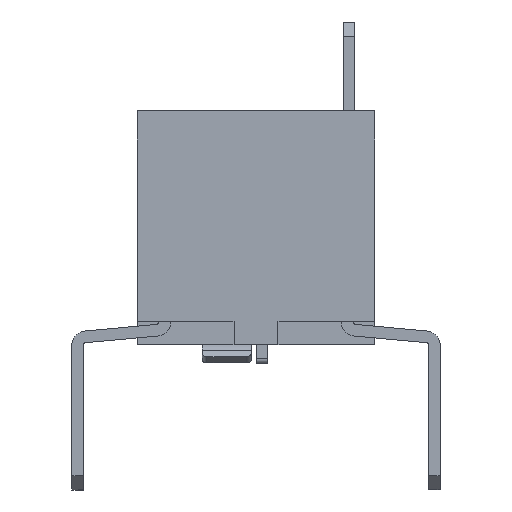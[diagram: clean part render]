
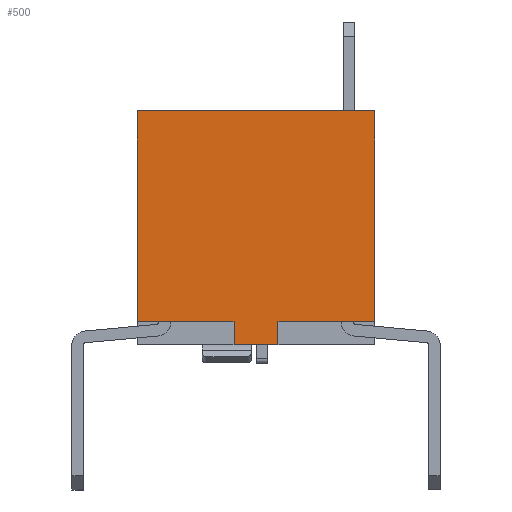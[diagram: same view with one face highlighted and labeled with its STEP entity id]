
A CAD part, left-side view. The second image highlights one B-rep face of the part: STEP entity #500.
In plain terms, the highlighted planar face has unit normal (-1, 0, 0).
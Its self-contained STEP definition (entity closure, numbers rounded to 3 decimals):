
#500 = ADVANCED_FACE( '', ( #1147 ), #1148, .F. );
#1147 = FACE_OUTER_BOUND( '', #1951, .T. );
#1148 = PLANE( '', #1952 );
#1951 = EDGE_LOOP( '', ( #3447, #3448, #3449, #3450, #3451, #3452, #3453, #3454 ) );
#1952 = AXIS2_PLACEMENT_3D( '', #3455, #3456, #3457 );
#3447 = ORIENTED_EDGE( '', *, *, #4950, .F. );
#3448 = ORIENTED_EDGE( '', *, *, #5314, .T. );
#3449 = ORIENTED_EDGE( '', *, *, #5315, .T. );
#3450 = ORIENTED_EDGE( '', *, *, #5316, .F. );
#3451 = ORIENTED_EDGE( '', *, *, #5317, .F. );
#3452 = ORIENTED_EDGE( '', *, *, #4818, .F. );
#3453 = ORIENTED_EDGE( '', *, *, #5318, .T. );
#3454 = ORIENTED_EDGE( '', *, *, #5319, .T. );
#3455 = CARTESIAN_POINT( '', ( -7.92, 0., 0. ) );
#3456 = DIRECTION( '', ( 1., 0., 0. ) );
#3457 = DIRECTION( '', ( 0., 0., -1. ) );
#4818 = EDGE_CURVE( '', #5789, #5791, #5792, .T. );
#4950 = EDGE_CURVE( '', #6024, #6026, #6027, .T. );
#5314 = EDGE_CURVE( '', #6024, #6582, #6583, .T. );
#5315 = EDGE_CURVE( '', #6582, #6584, #6585, .T. );
#5316 = EDGE_CURVE( '', #6586, #6584, #6587, .T. );
#5317 = EDGE_CURVE( '', #5791, #6586, #6588, .T. );
#5318 = EDGE_CURVE( '', #5789, #6589, #6590, .T. );
#5319 = EDGE_CURVE( '', #6589, #6026, #6591, .T. );
#5789 = VERTEX_POINT( '', #7179 );
#5791 = VERTEX_POINT( '', #7182 );
#5792 = LINE( '', #7183, #7184 );
#6024 = VERTEX_POINT( '', #7531 );
#6026 = VERTEX_POINT( '', #7534 );
#6027 = LINE( '', #7535, #7536 );
#6582 = VERTEX_POINT( '', #8361 );
#6583 = LINE( '', #8362, #8363 );
#6584 = VERTEX_POINT( '', #8364 );
#6585 = LINE( '', #8365, #8366 );
#6586 = VERTEX_POINT( '', #8367 );
#6587 = LINE( '', #8368, #8369 );
#6588 = LINE( '', #8370, #8371 );
#6589 = VERTEX_POINT( '', #8372 );
#6590 = LINE( '', #8373, #8374 );
#6591 = LINE( '', #8375, #8376 );
#7179 = CARTESIAN_POINT( '', ( -7.92, 2.54, -2. ) );
#7182 = CARTESIAN_POINT( '', ( -7.92, 2.54, 2.5 ) );
#7183 = CARTESIAN_POINT( '', ( -7.92, 2.54, -2.5 ) );
#7184 = VECTOR( '', #9039, 1000. );
#7531 = CARTESIAN_POINT( '', ( -7.92, -0.47, -2.5 ) );
#7534 = CARTESIAN_POINT( '', ( -7.92, 0.47, -2.5 ) );
#7535 = CARTESIAN_POINT( '', ( -7.92, -2.54, -2.5 ) );
#7536 = VECTOR( '', #9159, 1000. );
#8361 = CARTESIAN_POINT( '', ( -7.92, -0.47, -2. ) );
#8362 = CARTESIAN_POINT( '', ( -7.92, -0.47, 0. ) );
#8363 = VECTOR( '', #9504, 1000. );
#8364 = CARTESIAN_POINT( '', ( -7.92, -2.54, -2. ) );
#8365 = CARTESIAN_POINT( '', ( -7.92, 0., -2. ) );
#8366 = VECTOR( '', #9505, 1000. );
#8367 = CARTESIAN_POINT( '', ( -7.92, -2.54, 2.5 ) );
#8368 = CARTESIAN_POINT( '', ( -7.92, -2.54, 2.5 ) );
#8369 = VECTOR( '', #9506, 1000. );
#8370 = CARTESIAN_POINT( '', ( -7.92, 2.54, 2.5 ) );
#8371 = VECTOR( '', #9507, 1000. );
#8372 = CARTESIAN_POINT( '', ( -7.92, 0.47, -2. ) );
#8373 = CARTESIAN_POINT( '', ( -7.92, 0., -2. ) );
#8374 = VECTOR( '', #9508, 1000. );
#8375 = CARTESIAN_POINT( '', ( -7.92, 0.47, 0. ) );
#8376 = VECTOR( '', #9509, 1000. );
#9039 = DIRECTION( '', ( 0., 0., 1. ) );
#9159 = DIRECTION( '', ( 0., 1., 0. ) );
#9504 = DIRECTION( '', ( 0., 0., 1. ) );
#9505 = DIRECTION( '', ( 0., -1., 0. ) );
#9506 = DIRECTION( '', ( 0., 0., -1. ) );
#9507 = DIRECTION( '', ( 0., -1., 0. ) );
#9508 = DIRECTION( '', ( 0., -1., 0. ) );
#9509 = DIRECTION( '', ( 0., 0., -1. ) );
